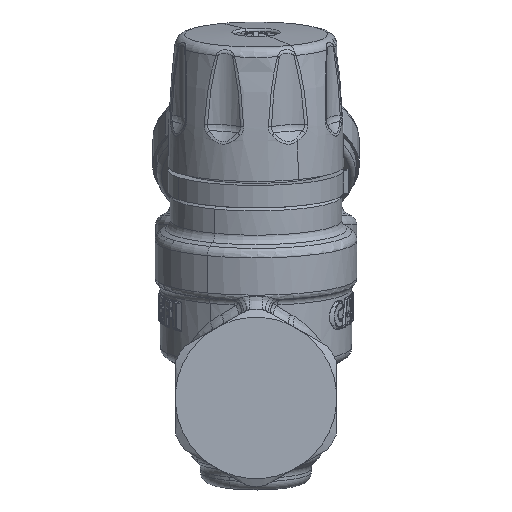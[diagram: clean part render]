
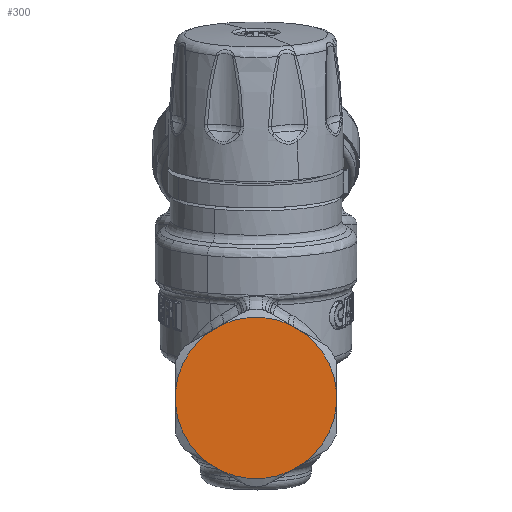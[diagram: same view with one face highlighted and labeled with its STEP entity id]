
A CAD part, front view. The second image highlights one B-rep face of the part: STEP entity #300.
In plain terms, the highlighted planar face has unit normal (0, -1, 0).
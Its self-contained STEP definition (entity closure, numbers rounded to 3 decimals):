
#197=CARTESIAN_POINT('Axis2P3D Location',(0.017,-77.611,24.887)) ;
#202=CARTESIAN_POINT('Axis2P3D Location',(0.017,-77.611,24.887)) ;
#206=CARTESIAN_POINT('Vertex',(15.942,-77.611,26.435)) ;
#208=CARTESIAN_POINT('Vertex',(9.32,-77.611,37.905)) ;
#211=CARTESIAN_POINT('Line Origine',(7.979,-77.611,38.679)) ;
#215=CARTESIAN_POINT('Vertex',(6.639,-77.611,39.452)) ;
#218=CARTESIAN_POINT('Axis2P3D Location',(0.017,-77.611,24.887)) ;
#222=CARTESIAN_POINT('Vertex',(-6.605,-77.611,39.452)) ;
#225=CARTESIAN_POINT('Line Origine',(-7.946,-77.611,38.679)) ;
#229=CARTESIAN_POINT('Vertex',(-9.286,-77.611,37.905)) ;
#232=CARTESIAN_POINT('Axis2P3D Location',(0.017,-77.611,24.887)) ;
#236=CARTESIAN_POINT('Vertex',(-15.908,-77.611,26.435)) ;
#239=CARTESIAN_POINT('Line Origine',(-15.908,-77.611,24.887)) ;
#243=CARTESIAN_POINT('Vertex',(-15.908,-77.611,23.34)) ;
#246=CARTESIAN_POINT('Axis2P3D Location',(0.017,-77.611,24.887)) ;
#250=CARTESIAN_POINT('Vertex',(-9.286,-77.611,11.869)) ;
#253=CARTESIAN_POINT('Line Origine',(-7.946,-77.611,11.096)) ;
#257=CARTESIAN_POINT('Vertex',(-6.605,-77.611,10.322)) ;
#260=CARTESIAN_POINT('Axis2P3D Location',(0.017,-77.611,24.887)) ;
#264=CARTESIAN_POINT('Vertex',(6.639,-77.611,10.322)) ;
#267=CARTESIAN_POINT('Line Origine',(7.979,-77.611,11.096)) ;
#271=CARTESIAN_POINT('Vertex',(9.32,-77.611,11.869)) ;
#274=CARTESIAN_POINT('Axis2P3D Location',(0.017,-77.611,24.887)) ;
#278=CARTESIAN_POINT('Vertex',(15.942,-77.611,23.34)) ;
#281=CARTESIAN_POINT('Line Origine',(15.942,-77.611,24.887)) ;
#198=DIRECTION('Axis2P3D Direction',(0.,1.,0.)) ;
#199=DIRECTION('Axis2P3D XDirection',(1.,-0.,0.)) ;
#203=DIRECTION('Axis2P3D Direction',(0.,1.,0.)) ;
#212=DIRECTION('Vector Direction',(0.866,0.,-0.5)) ;
#219=DIRECTION('Axis2P3D Direction',(0.,1.,0.)) ;
#226=DIRECTION('Vector Direction',(-0.866,0.,-0.5)) ;
#233=DIRECTION('Axis2P3D Direction',(0.,1.,0.)) ;
#240=DIRECTION('Vector Direction',(0.,0.,-1.)) ;
#247=DIRECTION('Axis2P3D Direction',(0.,1.,0.)) ;
#254=DIRECTION('Vector Direction',(-0.866,0.,0.5)) ;
#261=DIRECTION('Axis2P3D Direction',(0.,1.,0.)) ;
#268=DIRECTION('Vector Direction',(0.866,0.,0.5)) ;
#275=DIRECTION('Axis2P3D Direction',(0.,1.,0.)) ;
#282=DIRECTION('Vector Direction',(0.,0.,1.)) ;
#200=AXIS2_PLACEMENT_3D('Plane Axis2P3D',#197,#198,#199) ;
#204=AXIS2_PLACEMENT_3D('Circle Axis2P3D',#202,#203,$) ;
#220=AXIS2_PLACEMENT_3D('Circle Axis2P3D',#218,#219,$) ;
#234=AXIS2_PLACEMENT_3D('Circle Axis2P3D',#232,#233,$) ;
#248=AXIS2_PLACEMENT_3D('Circle Axis2P3D',#246,#247,$) ;
#262=AXIS2_PLACEMENT_3D('Circle Axis2P3D',#260,#261,$) ;
#276=AXIS2_PLACEMENT_3D('Circle Axis2P3D',#274,#275,$) ;
#287=ORIENTED_EDGE('',*,*,#210,.T.) ;
#288=ORIENTED_EDGE('',*,*,#217,.F.) ;
#289=ORIENTED_EDGE('',*,*,#224,.T.) ;
#290=ORIENTED_EDGE('',*,*,#231,.T.) ;
#291=ORIENTED_EDGE('',*,*,#238,.T.) ;
#292=ORIENTED_EDGE('',*,*,#245,.T.) ;
#293=ORIENTED_EDGE('',*,*,#252,.T.) ;
#294=ORIENTED_EDGE('',*,*,#259,.F.) ;
#295=ORIENTED_EDGE('',*,*,#266,.T.) ;
#296=ORIENTED_EDGE('',*,*,#273,.T.) ;
#297=ORIENTED_EDGE('',*,*,#280,.T.) ;
#298=ORIENTED_EDGE('',*,*,#285,.T.) ;
#213=VECTOR('Line Direction',#212,1.) ;
#227=VECTOR('Line Direction',#226,1.) ;
#241=VECTOR('Line Direction',#240,1.) ;
#255=VECTOR('Line Direction',#254,1.) ;
#269=VECTOR('Line Direction',#268,1.) ;
#283=VECTOR('Line Direction',#282,1.) ;
#300=ADVANCED_FACE('PartBody',(#299),#201,.F.) ;
#205=CIRCLE('generated circle',#204,16.) ;
#221=CIRCLE('generated circle',#220,16.) ;
#235=CIRCLE('generated circle',#234,16.) ;
#249=CIRCLE('generated circle',#248,16.) ;
#263=CIRCLE('generated circle',#262,16.) ;
#277=CIRCLE('generated circle',#276,16.) ;
#210=EDGE_CURVE('',#207,#209,#205,.F.) ;
#217=EDGE_CURVE('',#216,#209,#214,.T.) ;
#224=EDGE_CURVE('',#216,#223,#221,.F.) ;
#231=EDGE_CURVE('',#223,#230,#228,.T.) ;
#238=EDGE_CURVE('',#230,#237,#235,.F.) ;
#245=EDGE_CURVE('',#237,#244,#242,.T.) ;
#252=EDGE_CURVE('',#244,#251,#249,.F.) ;
#259=EDGE_CURVE('',#258,#251,#256,.T.) ;
#266=EDGE_CURVE('',#258,#265,#263,.F.) ;
#273=EDGE_CURVE('',#265,#272,#270,.T.) ;
#280=EDGE_CURVE('',#272,#279,#277,.F.) ;
#285=EDGE_CURVE('',#279,#207,#284,.T.) ;
#286=EDGE_LOOP('',(#287,#288,#289,#290,#291,#292,#293,#294,#295,#296,#297,#298)) ;
#299=FACE_OUTER_BOUND('',#286,.T.) ;
#214=LINE('Line',#211,#213) ;
#228=LINE('Line',#225,#227) ;
#242=LINE('Line',#239,#241) ;
#256=LINE('Line',#253,#255) ;
#270=LINE('Line',#267,#269) ;
#284=LINE('Line',#281,#283) ;
#201=PLANE('',#200) ;
#207=VERTEX_POINT('',#206) ;
#209=VERTEX_POINT('',#208) ;
#216=VERTEX_POINT('',#215) ;
#223=VERTEX_POINT('',#222) ;
#230=VERTEX_POINT('',#229) ;
#237=VERTEX_POINT('',#236) ;
#244=VERTEX_POINT('',#243) ;
#251=VERTEX_POINT('',#250) ;
#258=VERTEX_POINT('',#257) ;
#265=VERTEX_POINT('',#264) ;
#272=VERTEX_POINT('',#271) ;
#279=VERTEX_POINT('',#278) ;
